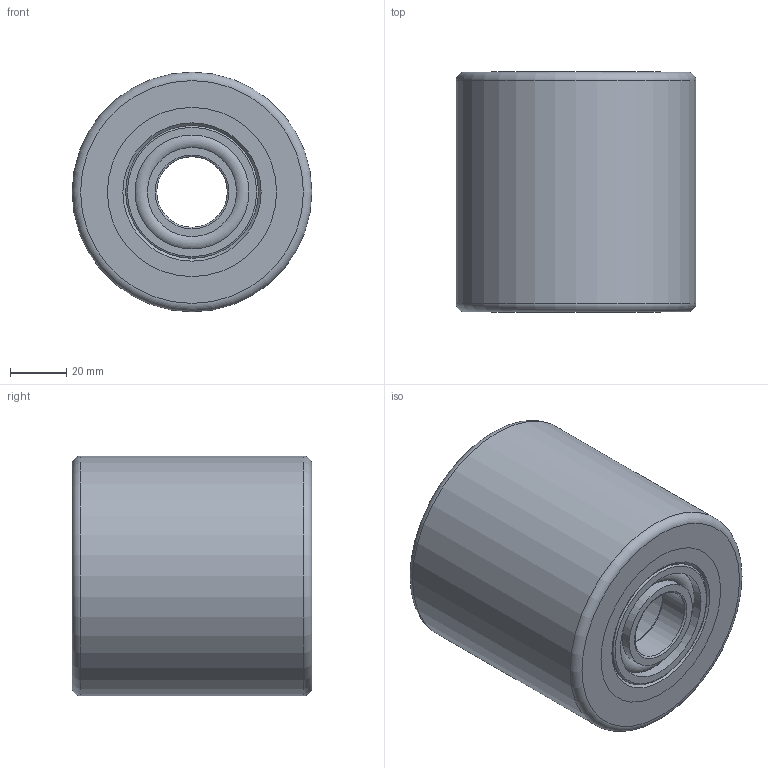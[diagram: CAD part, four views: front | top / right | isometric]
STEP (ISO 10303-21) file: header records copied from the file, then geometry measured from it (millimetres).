
FILE_DESCRIPTION (( 'STEP AP214' ), '1' );
FILE_NAME ('0035779_PUHS-085-85-K25.step', '2018-02-21T09:04:42', ( '' ), ( '' ), 'SwSTEP 2.0', 'SolidWorks 2018', '' );
FILE_SCHEMA (( 'AUTOMOTIVE_DESIGN' ));
Length unit declared in the file: millimetre
Products named in the file (1): 0035779_PUHS-085-85-K25
Bounding box: 85 x 85 x 85 mm (x, y, z)
Volume: 373701.5 mm3; surface area: 87718.6 mm2
Topology: 4 solids, 4 shells, 48 faces, 89 edges, 55 vertices
Faces by surface type: cylinder 18, plane 14, torus 14, cone 2
Full cylindrical faces by diameter (mm): 25 x2, 31.6 x4, 40.4 x4, 43 x1, 47 x4, 60 x2, 85 x1
Entity records: 1569 total; most frequent: DIRECTION 194, CARTESIAN_POINT 145, AXIS2_PLACEMENT_3D 97, ORIENTED_EDGE 96, EDGE_LOOP 96, FACE_OUTER_BOUND 80, UNCERTAINTY_MEASURE_WITH_UNIT 54, COLOUR_RGB 53
